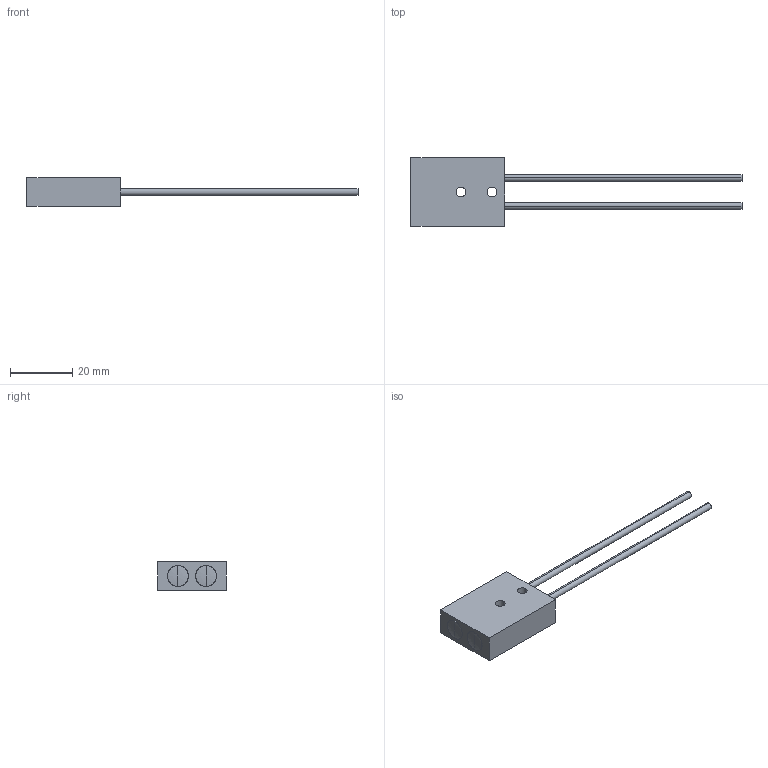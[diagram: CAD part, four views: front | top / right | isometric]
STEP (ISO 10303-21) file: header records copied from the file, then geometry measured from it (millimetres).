
FILE_DESCRIPTION (( 'STEP AP214' ), '1' );
FILE_NAME ('GPF-D025-LF-.STEP', '2017-11-17T22:25:43', ( '' ), ( '' ), 'SwSTEP 2.0', 'SolidWorks 2018', '' );
FILE_SCHEMA (( 'AUTOMOTIVE_DESIGN' ));
Length unit declared in the file: millimetre
Products named in the file (4): GPF-D025-LF-; GPF-D025-LF-FIBER; GPF-D025-LF-HEAD; GPF-D025-LF-LENS
Assembly tree (5 placements, depth 2):
  GPF-D025-LF-
    GPF-D025-LF-HEAD
    GPF-D025-LF-FIBER  x2
    GPF-D025-LF-LENS  x2
Bounding box: 106.42 x 22 x 9 mm (x, y, z)
Volume: 6399.3 mm3; surface area: 3614.7 mm2
Topology: 5 solids, 5 shells, 28 faces, 56 edges, 34 vertices
Faces by surface type: cylinder 12, plane 12, bspline 4
Entity records: 700 total; most frequent: CARTESIAN_POINT 126, DIRECTION 102, ORIENTED_EDGE 76, AXIS2_PLACEMENT_3D 41, EDGE_CURVE 38, VERTEX_POINT 25, EDGE_LOOP 23, VECTOR 20
